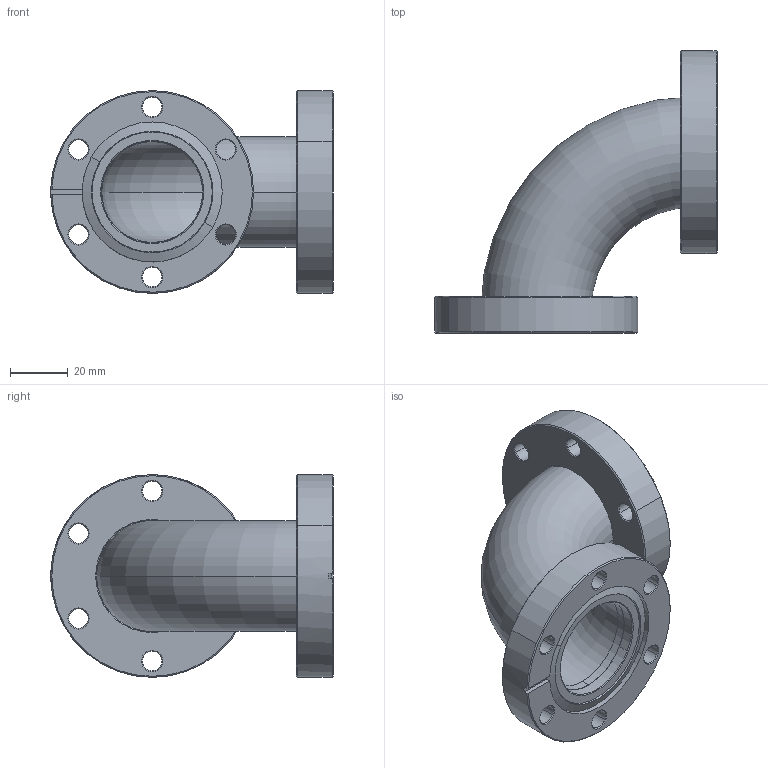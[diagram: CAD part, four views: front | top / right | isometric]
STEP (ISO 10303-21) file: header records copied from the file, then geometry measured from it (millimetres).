
FILE_DESCRIPTION (( 'STEP AP214' ), '1' );
FILE_NAME ('Hositrad_FE35-38-Elbow.STEP', '2020-07-24T09:16:11', ( '' ), ( '' ), 'SwSTEP 2.0', 'SolidWorks 2020', '' );
FILE_SCHEMA (( 'AUTOMOTIVE_DESIGN' ));
Length unit declared in the file: millimetre
Products named in the file (3): Hositrad_FE35-38-Elbow; Elbow-All_OD38; NW35CF-Weld-38.1
Assembly tree (3 placements, depth 2):
  Hositrad_FE35-38-Elbow
    Elbow-All_OD38
    NW35CF-Weld-38.1  x2
Bounding box: 97.5 x 97.5 x 70 mm (x, y, z)
Volume: 79998.7 mm3; surface area: 43817.8 mm2
Topology: 3 solids, 3 shells, 142 faces, 326 edges, 192 vertices
Faces by surface type: cone 74, cylinder 48, plane 16, torus 4
Entity records: 2360 total; most frequent: DIRECTION 450, CARTESIAN_POINT 375, ORIENTED_EDGE 358, AXIS2_PLACEMENT_3D 189, EDGE_CURVE 179, VERTEX_POINT 106, CIRCLE 105, EDGE_LOOP 95
